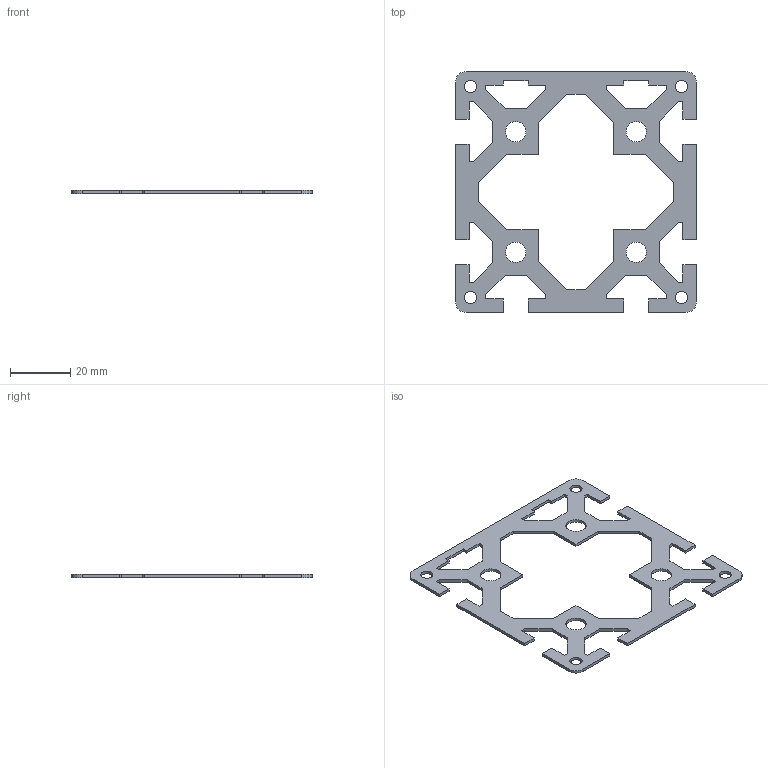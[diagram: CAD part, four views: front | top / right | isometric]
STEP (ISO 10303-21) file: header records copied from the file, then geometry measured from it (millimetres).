
FILE_DESCRIPTION((''),'2;1');
FILE_NAME('SP660_extern.ipt.step','2007-09-10T15:11:18',(''),(''),'Autodesk Inventor 11','Autodesk Inventor 11','');
FILE_SCHEMA(('AUTOMOTIVE_DESIGN { 1 0 10303 214 1 1 1 1 }'));
Length unit declared in the file: millimetre
Products named in the file (1): SP660_extern
Bounding box: 80 x 80 x 1 mm (x, y, z)
Volume: 2756.7 mm3; surface area: 6525.4 mm2
Topology: 1 solids, 1 shells, 118 faces, 356 edges, 240 vertices
Faces by surface type: plane 106, cylinder 8, bspline 4
Full cylindrical faces by diameter (mm): 4 x2, 6.8 x2
Entity records: 3955 total; most frequent: CARTESIAN_POINT 759, ORIENTED_EDGE 680, DIRECTION 594, EDGE_CURVE 340, VECTOR 316, LINE 316, VERTEX_POINT 232, EDGE_LOOP 148
